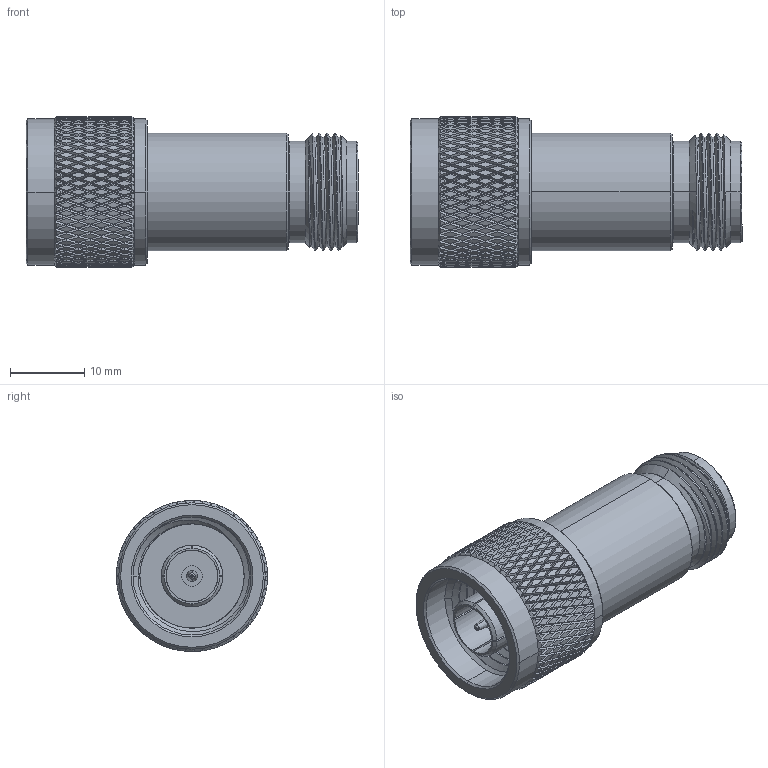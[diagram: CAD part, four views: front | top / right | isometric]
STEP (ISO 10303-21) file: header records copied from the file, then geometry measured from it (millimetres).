
FILE_DESCRIPTION (( 'STEP AP203' ), '1' );
FILE_NAME ('PE7004-1.step', '2018-07-19T17:14:46', ( '' ), ( '' ), 'SwSTEP 2.0', 'SolidWorks 2017', '' );
FILE_SCHEMA (( 'CONFIG_CONTROL_DESIGN' ));
Length unit declared in the file: inch
Products named in the file (1): PE7004-1
Bounding box: 44.7 x 20.32 x 20.32 mm (x, y, z)
Volume: 8217.2 mm3; surface area: 4947.3 mm2
Topology: 1 solids, 1 shells, 2344 faces, 5034 edges, 2703 vertices
Faces by surface type: bspline 1768, cylinder 499, plane 41, cone 34, torus 2
Entity records: 86668 total; most frequent: CARTESIAN_POINT 55684, ORIENTED_EDGE 10068, EDGE_CURVE 5034, VERTEX_POINT 2703, EDGE_LOOP 2355, ADVANCED_FACE 2344, FACE_OUTER_BOUND 2344, B_SPLINE_CURVE_WITH_KNOTS 2206
